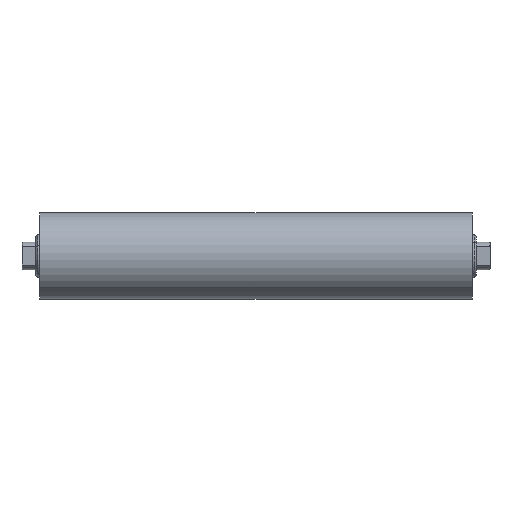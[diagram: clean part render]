
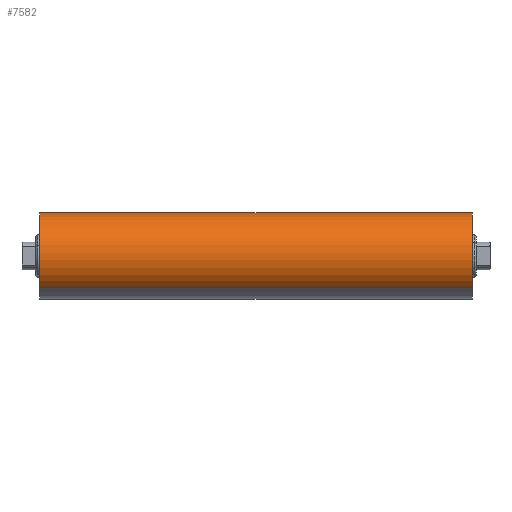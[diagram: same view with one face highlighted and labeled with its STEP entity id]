
A CAD part, top view. The second image highlights one B-rep face of the part: STEP entity #7582.
In plain terms, the highlighted cylindrical face has radius 31.75 mm (diameter 63.5 mm), a partial arc.
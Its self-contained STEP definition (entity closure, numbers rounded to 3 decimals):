
#326 = LINE ( 'NONE', #11597, #16353 ) ;
#517 = FACE_OUTER_BOUND ( 'NONE', #10748, .T. ) ;
#2175 = EDGE_CURVE ( 'NONE', #5274, #7177, #12084, .T. ) ;
#2383 = VERTEX_POINT ( 'NONE', #8979 ) ;
#2672 = EDGE_CURVE ( 'NONE', #7768, #2383, #20512, .T. ) ;
#3334 = DIRECTION ( 'NONE',  ( -1., 0., 0. ) ) ;
#3834 = DIRECTION ( 'NONE',  ( 1., 0., 0. ) ) ;
#4132 = CARTESIAN_POINT ( 'NONE',  ( 318., 22.643, -22.256 ) ) ;
#4304 = ORIENTED_EDGE ( 'NONE', *, *, #2672, .T. ) ;
#4649 = AXIS2_PLACEMENT_3D ( 'NONE', #10430, #3834, #8617 ) ;
#5274 = VERTEX_POINT ( 'NONE', #4132 ) ;
#6954 = LINE ( 'NONE', #19925, #18570 ) ;
#6985 = CYLINDRICAL_SURFACE ( 'NONE', #9675, 31.75 ) ;
#7177 = VERTEX_POINT ( 'NONE', #16097 ) ;
#7582 = ADVANCED_FACE ( 'NONE', ( #517 ), #6985, .T. ) ;
#7768 = VERTEX_POINT ( 'NONE', #13930 ) ;
#8233 = ORIENTED_EDGE ( 'NONE', *, *, #15912, .T. ) ;
#8332 = DIRECTION ( 'NONE',  ( -1., 0., 0. ) ) ;
#8539 = AXIS2_PLACEMENT_3D ( 'NONE', #14815, #21261, #11628 ) ;
#8617 = DIRECTION ( 'NONE',  ( 0., 0.713, -0.701 ) ) ;
#8979 = CARTESIAN_POINT ( 'NONE',  ( 3., -22.643, 22.256 ) ) ;
#9675 = AXIS2_PLACEMENT_3D ( 'NONE', #15022, #15093, #11980 ) ;
#10430 = CARTESIAN_POINT ( 'NONE',  ( 318., 0., 0. ) ) ;
#10748 = EDGE_LOOP ( 'NONE', ( #21173, #8233, #4304, #20585 ) ) ;
#11597 = CARTESIAN_POINT ( 'NONE',  ( 318., -22.643, 22.256 ) ) ;
#11628 = DIRECTION ( 'NONE',  ( 0., 0.713, -0.701 ) ) ;
#11980 = DIRECTION ( 'NONE',  ( 0., -0.713, 0.701 ) ) ;
#12084 = CIRCLE ( 'NONE', #4649, 31.75 ) ;
#13930 = CARTESIAN_POINT ( 'NONE',  ( 3., 22.643, -22.256 ) ) ;
#14815 = CARTESIAN_POINT ( 'NONE',  ( 3., 0., 0. ) ) ;
#15022 = CARTESIAN_POINT ( 'NONE',  ( 318., 0., 0. ) ) ;
#15093 = DIRECTION ( 'NONE',  ( -1., 0., 0. ) ) ;
#15912 = EDGE_CURVE ( 'NONE', #5274, #7768, #6954, .T. ) ;
#16097 = CARTESIAN_POINT ( 'NONE',  ( 318., -22.643, 22.256 ) ) ;
#16353 = VECTOR ( 'NONE', #3334, 1000. ) ;
#17328 = EDGE_CURVE ( 'NONE', #7177, #2383, #326, .T. ) ;
#18570 = VECTOR ( 'NONE', #8332, 1000. ) ;
#19925 = CARTESIAN_POINT ( 'NONE',  ( 318., 22.643, -22.256 ) ) ;
#20512 = CIRCLE ( 'NONE', #8539, 31.75 ) ;
#20585 = ORIENTED_EDGE ( 'NONE', *, *, #17328, .F. ) ;
#21173 = ORIENTED_EDGE ( 'NONE', *, *, #2175, .F. ) ;
#21261 = DIRECTION ( 'NONE',  ( 1., 0., 0. ) ) ;
